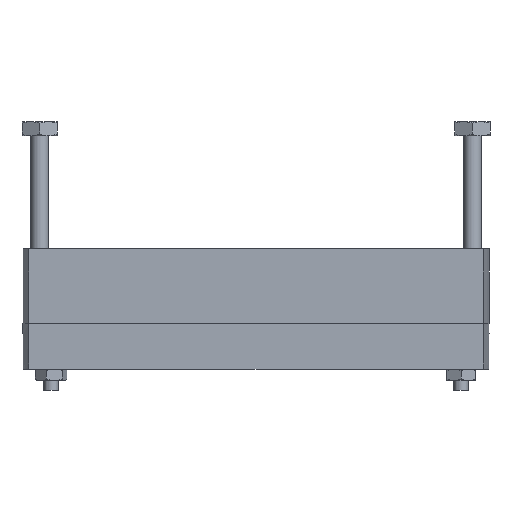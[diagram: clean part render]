
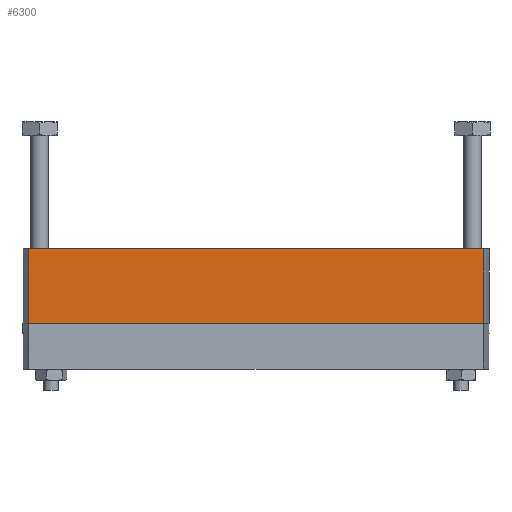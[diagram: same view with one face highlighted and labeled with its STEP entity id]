
A CAD part, front view. The second image highlights one B-rep face of the part: STEP entity #6300.
In plain terms, the highlighted planar face has unit normal (0, -1, 0).
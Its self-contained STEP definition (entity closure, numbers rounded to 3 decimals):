
#339 = EDGE_CURVE ( 'NONE', #1469, #3824, #7293, .T. ) ;
#785 = ORIENTED_EDGE ( 'NONE', *, *, #14081, .T. ) ;
#1469 = VERTEX_POINT ( 'NONE', #23911 ) ;
#1710 = CARTESIAN_POINT ( 'NONE',  ( 32.136, -7.5, 0. ) ) ;
#2459 = LINE ( 'NONE', #8062, #12344 ) ;
#2468 = DIRECTION ( 'NONE',  ( 1., 0., 0. ) ) ;
#3179 = VECTOR ( 'NONE', #2468, 1000. ) ;
#3691 = EDGE_CURVE ( 'NONE', #17662, #3824, #11855, .T. ) ;
#3824 = VERTEX_POINT ( 'NONE', #21140 ) ;
#4517 = ORIENTED_EDGE ( 'NONE', *, *, #3691, .F. ) ;
#6300 = ADVANCED_FACE ( 'NONE', ( #21315 ), #8257, .T. ) ;
#6451 = CARTESIAN_POINT ( 'NONE',  ( -32.136, -7.5, -10.5 ) ) ;
#7184 = DIRECTION ( 'NONE',  ( 0., 0., 1. ) ) ;
#7293 = LINE ( 'NONE', #7740, #15983 ) ;
#7740 = CARTESIAN_POINT ( 'NONE',  ( 32.136, -7.5, -10.5 ) ) ;
#8062 = CARTESIAN_POINT ( 'NONE',  ( 32.136, -7.5, -10.5 ) ) ;
#8257 = PLANE ( 'NONE',  #17923 ) ;
#8342 = DIRECTION ( 'NONE',  ( 0., 0., 1. ) ) ;
#10074 = VECTOR ( 'NONE', #8342, 1000. ) ;
#10183 = ORIENTED_EDGE ( 'NONE', *, *, #12698, .F. ) ;
#10647 = LINE ( 'NONE', #6451, #10074 ) ;
#11476 = CARTESIAN_POINT ( 'NONE',  ( -32.136, -7.5, 0. ) ) ;
#11855 = LINE ( 'NONE', #1710, #3179 ) ;
#12191 = ORIENTED_EDGE ( 'NONE', *, *, #339, .T. ) ;
#12320 = DIRECTION ( 'NONE',  ( 1., 0., 0. ) ) ;
#12344 = VECTOR ( 'NONE', #21031, 1000. ) ;
#12698 = EDGE_CURVE ( 'NONE', #21913, #17662, #10647, .T. ) ;
#13246 = EDGE_LOOP ( 'NONE', ( #4517, #10183, #785, #12191 ) ) ;
#14081 = EDGE_CURVE ( 'NONE', #21913, #1469, #2459, .T. ) ;
#15983 = VECTOR ( 'NONE', #7184, 1000. ) ;
#16894 = CARTESIAN_POINT ( 'NONE',  ( -32.136, -7.5, -10.5 ) ) ;
#17662 = VERTEX_POINT ( 'NONE', #11476 ) ;
#17923 = AXIS2_PLACEMENT_3D ( 'NONE', #21131, #22985, #12320 ) ;
#21031 = DIRECTION ( 'NONE',  ( 1., 0., 0. ) ) ;
#21131 = CARTESIAN_POINT ( 'NONE',  ( 32.136, -7.5, -10.5 ) ) ;
#21140 = CARTESIAN_POINT ( 'NONE',  ( 32.136, -7.5, 0. ) ) ;
#21315 = FACE_OUTER_BOUND ( 'NONE', #13246, .T. ) ;
#21913 = VERTEX_POINT ( 'NONE', #16894 ) ;
#22985 = DIRECTION ( 'NONE',  ( 0., -1., 0. ) ) ;
#23911 = CARTESIAN_POINT ( 'NONE',  ( 32.136, -7.5, -10.5 ) ) ;
